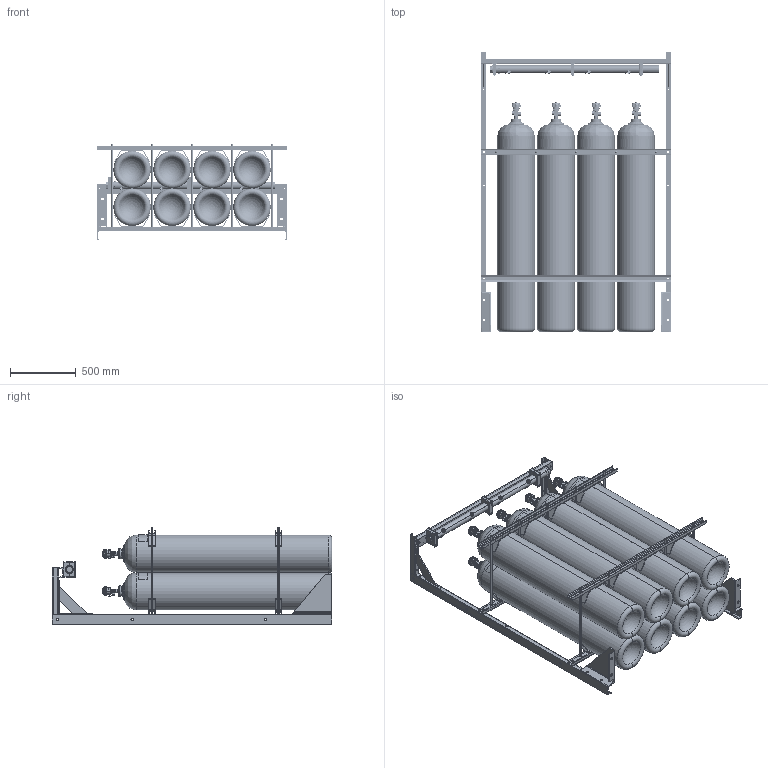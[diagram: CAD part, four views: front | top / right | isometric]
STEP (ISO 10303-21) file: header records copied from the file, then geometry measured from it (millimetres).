
FILE_DESCRIPTION (( 'STEP AP214' ), '1' );
FILE_NAME ('Cylinder Storage Rack, 80L, Structural, Red Painted (8 cylinder 4x2) Eight cylinders.STEP', '2020-05-04T14:22:01', ( '' ), ( '' ), 'SwSTEP 2.0', 'SolidWorks 2019', '' );
FILE_SCHEMA (( 'AUTOMOTIVE_DESIGN' ));
Length unit declared in the file: inch
Products named in the file (38): 5342^V-000-950-101.stp; V-000-950-101.stp; V_MULLER_470B0019.stp; P-000-950-083.stp; 470B0019_HANDLE.stp; Cylinder Storage Rack, 80L, Structural, Red Painted (8 cylinder 4x2) Eight cylinders; P-000-950-081.stp; P-000-950-101.stp; CLAMP_MCMASTER-CARR_3015T315.stp; PLUG_HEX HD_1.500 NPT M_CL 3000_ALY STL_GALV.stp; 470B0019_HEX NUT.stp; P-000-950-057.stp; PLUG_HEX HD_0.250 NPT M_CL 3000_ALY STL_GALV.stp; P-000-950-088.stp; P-000-950-102.stp; P-000-950-103.stp; P-000-950-111 (-03).stp; P-000-950-085.stp; 11BC615P_CYLINDER.stp; 470B0019_HOUSING.stp; P-000-950-058.stp; Cylinder Storage Rack, 80L, Structural, Red Painted (8 cylinder 4x2) Eight cylinders.stp; 470B0019_PLATE.stp; P-000-950-110(-03).stp
Assembly tree (97 placements, depth 5):
  Cylinder Storage Rack, 80L, Structural, Red Painted (8 cylinder 4x2) Eight cylinders
    Cylinder Storage Rack, 80L, Structural, Red Painted (8 cylinder 4x2) Eight cylinders.stp
      P-000-950-102.stp
        CLAMP_MCMASTER-CARR_3015T315.stp  x3
        P-000-950-101.stp
      V-000-950-101.stp
        V_MULLER_470B0019.stp
          470B0019_HOUSING.stp
          470B0019_PLATE.stp
          470B0019_HANDLE.stp
          470B0019_HEX NUT.stp
        11BC615P_CYLINDER.stp
        5342^V-000-950-101.stp
      V-000-950-101.stp
        V_MULLER_470B0019.stp
          470B0019_HOUSING.stp
          470B0019_PLATE.stp
          470B0019_HANDLE.stp
          470B0019_HEX NUT.stp
        11BC615P_CYLINDER.stp
        5342^V-000-950-101.stp
      V-000-950-101.stp
        V_MULLER_470B0019.stp
          470B0019_HOUSING.stp
          470B0019_PLATE.stp
          470B0019_HANDLE.stp
          470B0019_HEX NUT.stp
        11BC615P_CYLINDER.stp
        5342^V-000-950-101.stp
      V-000-950-101.stp
        V_MULLER_470B0019.stp
          470B0019_HOUSING.stp
          470B0019_PLATE.stp
          470B0019_HANDLE.stp
          470B0019_HEX NUT.stp
        11BC615P_CYLINDER.stp
        5342^V-000-950-101.stp
      V-000-950-101.stp
        V_MULLER_470B0019.stp
          470B0019_HOUSING.stp
          470B0019_PLATE.stp
          470B0019_HANDLE.stp
          470B0019_HEX NUT.stp
        11BC615P_CYLINDER.stp
        5342^V-000-950-101.stp
      V-000-950-101.stp
        V_MULLER_470B0019.stp
          470B0019_HOUSING.stp
          470B0019_PLATE.stp
          470B0019_HANDLE.stp
          470B0019_HEX NUT.stp
        11BC615P_CYLINDER.stp
        5342^V-000-950-101.stp
      V-000-950-101.stp
        V_MULLER_470B0019.stp
          470B0019_HOUSING.stp
          470B0019_PLATE.stp
          470B0019_HANDLE.stp
          470B0019_HEX NUT.stp
        11BC615P_CYLINDER.stp
Bounding box: 1448.05 x 2133.6 x 739.77 mm (x, y, z)
Volume: 124371818 mm3; surface area: 29417923.1 mm2
Topology: 131 solids, 131 shells, 4701 faces, 11620 edges, 7354 vertices
Faces by surface type: plane 1687, cylinder 1202, cone 820, bspline 680, torus 264, sphere 48
Entity records: 49241 total; most frequent: CARTESIAN_POINT 24441, ORIENTED_EDGE 4854, DIRECTION 4784, EDGE_CURVE 2427, AXIS2_PLACEMENT_3D 1873, VERTEX_POINT 1552, EDGE_LOOP 1149, LINE 1038
